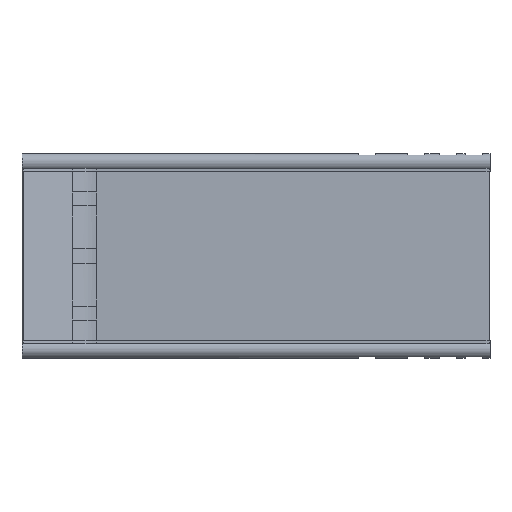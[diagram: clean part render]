
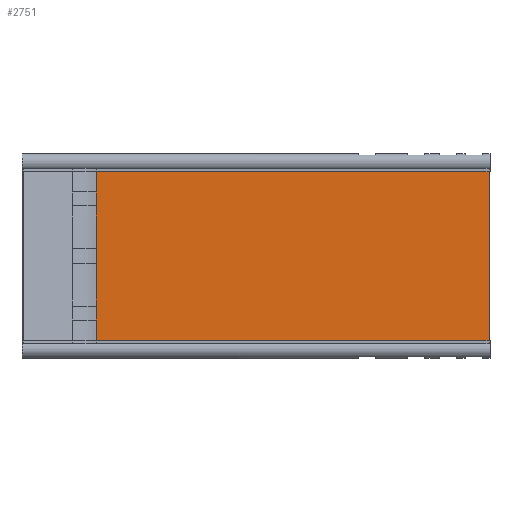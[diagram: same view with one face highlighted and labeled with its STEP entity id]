
A CAD part, top view. The second image highlights one B-rep face of the part: STEP entity #2751.
In plain terms, the highlighted planar face has unit normal (0, 0, 1).
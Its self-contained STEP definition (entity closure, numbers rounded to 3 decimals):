
#127=PLANE('',#2887);
#269=FACE_OUTER_BOUND('',#422,.T.);
#422=EDGE_LOOP('',(#2180,#2181,#2182,#2183,#2184,#2185,#2186,#2187,#2188,
#2189));
#522=LINE('',#3791,#813);
#535=LINE('',#4105,#826);
#543=LINE('',#4331,#834);
#555=LINE('',#4623,#846);
#575=LINE('',#5038,#866);
#585=LINE('',#5144,#876);
#594=LINE('',#5562,#885);
#625=LINE('',#6002,#916);
#626=LINE('',#6114,#917);
#627=LINE('',#6116,#918);
#813=VECTOR('',#3029,10.);
#826=VECTOR('',#3046,10.);
#834=VECTOR('',#3062,10.);
#846=VECTOR('',#3086,10.);
#866=VECTOR('',#3116,10.);
#876=VECTOR('',#3130,10.);
#885=VECTOR('',#3147,10.);
#916=VECTOR('',#3198,10.);
#917=VECTOR('',#3199,10.);
#918=VECTOR('',#3202,10.);
#1178=VERTEX_POINT('',#3776);
#1179=VERTEX_POINT('',#3790);
#1194=VERTEX_POINT('',#4012);
#1195=VERTEX_POINT('',#4104);
#1211=VERTEX_POINT('',#4531);
#1238=VERTEX_POINT('',#5008);
#1240=VERTEX_POINT('',#5024);
#1249=VERTEX_POINT('',#5141);
#1250=VERTEX_POINT('',#5143);
#1286=VERTEX_POINT('',#6001);
#1453=EDGE_CURVE('',#1178,#1179,#522,.T.);
#1473=EDGE_CURVE('',#1194,#1195,#535,.T.);
#1486=EDGE_CURVE('',#1194,#1179,#543,.T.);
#1505=EDGE_CURVE('',#1178,#1211,#555,.T.);
#1541=EDGE_CURVE('',#1238,#1240,#575,.T.);
#1554=EDGE_CURVE('',#1250,#1249,#585,.T.);
#1571=EDGE_CURVE('',#1250,#1240,#594,.T.);
#1616=EDGE_CURVE('',#1238,#1286,#625,.T.);
#1618=EDGE_CURVE('',#1211,#1286,#626,.T.);
#1619=EDGE_CURVE('',#1195,#1249,#627,.T.);
#2180=ORIENTED_EDGE('',*,*,#1618,.T.);
#2181=ORIENTED_EDGE('',*,*,#1616,.F.);
#2182=ORIENTED_EDGE('',*,*,#1541,.T.);
#2183=ORIENTED_EDGE('',*,*,#1571,.F.);
#2184=ORIENTED_EDGE('',*,*,#1554,.T.);
#2185=ORIENTED_EDGE('',*,*,#1619,.F.);
#2186=ORIENTED_EDGE('',*,*,#1473,.F.);
#2187=ORIENTED_EDGE('',*,*,#1486,.T.);
#2188=ORIENTED_EDGE('',*,*,#1453,.F.);
#2189=ORIENTED_EDGE('',*,*,#1505,.T.);
#2751=ADVANCED_FACE('',(#269),#127,.F.);
#2887=AXIS2_PLACEMENT_3D('',#6115,#3200,#3201);
#3029=DIRECTION('',(0.,1.,0.));
#3046=DIRECTION('',(1.,0.,0.));
#3062=DIRECTION('',(0.,-1.,0.));
#3086=DIRECTION('',(0.,-1.,0.));
#3116=DIRECTION('',(0.,-1.,0.));
#3130=DIRECTION('',(1.,0.,0.));
#3147=DIRECTION('',(0.,1.,0.));
#3198=DIRECTION('',(0.,1.,0.));
#3199=DIRECTION('',(0.,-1.,0.));
#3200=DIRECTION('center_axis',(0.,0.,-1.));
#3201=DIRECTION('ref_axis',(-1.,0.,0.));
#3202=DIRECTION('',(0.,-1.,0.));
#3776=CARTESIAN_POINT('',(-39.508,57.316,-14.053));
#3790=CARTESIAN_POINT('',(-39.508,71.316,-14.053));
#3791=CARTESIAN_POINT('',(-39.508,57.316,-14.053));
#4012=CARTESIAN_POINT('',(-39.508,91.993,-14.053));
#4104=CARTESIAN_POINT('',(354.875,91.993,-14.053));
#4105=CARTESIAN_POINT('',(238.124,91.993,-14.053));
#4331=CARTESIAN_POINT('',(-39.508,21.993,-14.053));
#4531=CARTESIAN_POINT('',(-39.508,14.614,-14.053));
#4623=CARTESIAN_POINT('',(-39.508,14.993,-14.053));
#5008=CARTESIAN_POINT('',(-39.508,-43.315,-14.053));
#5024=CARTESIAN_POINT('',(-39.508,-57.315,-14.053));
#5038=CARTESIAN_POINT('',(-39.508,-43.315,-14.053));
#5141=CARTESIAN_POINT('',(354.875,-77.992,-14.053));
#5143=CARTESIAN_POINT('',(-39.508,-77.992,-14.053));
#5144=CARTESIAN_POINT('',(238.124,-77.992,-14.053));
#5562=CARTESIAN_POINT('',(-39.508,-7.992,-14.053));
#6001=CARTESIAN_POINT('',(-39.508,-0.614,-14.053));
#6002=CARTESIAN_POINT('',(-39.508,-0.992,-14.053));
#6114=CARTESIAN_POINT('',(-39.508,14.614,-14.053));
#6115=CARTESIAN_POINT('Origin',(355.875,-15.008,-14.053));
#6116=CARTESIAN_POINT('',(354.875,34.993,-14.053));
